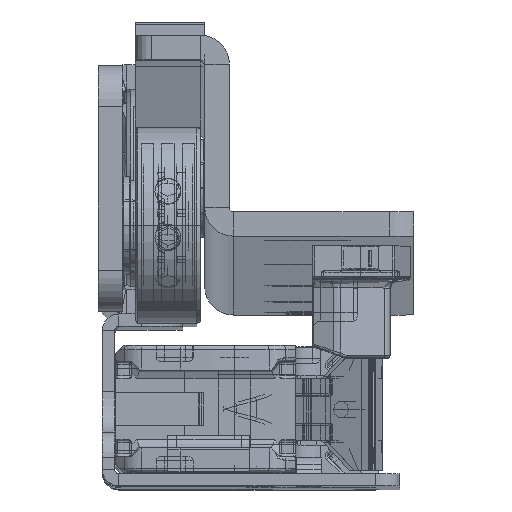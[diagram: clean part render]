
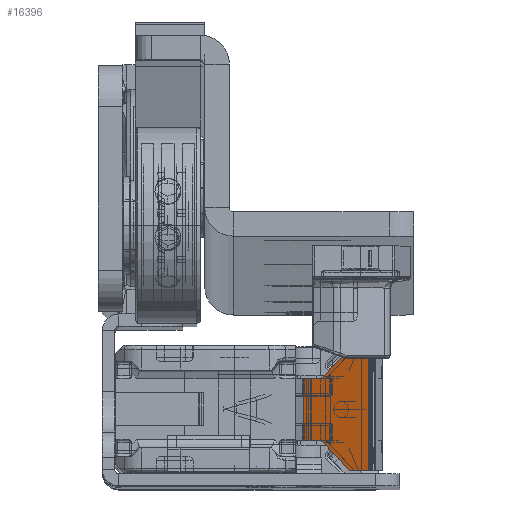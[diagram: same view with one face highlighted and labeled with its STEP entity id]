
A CAD part, top view. The second image highlights one B-rep face of the part: STEP entity #16396.
In plain terms, the highlighted face is planar.
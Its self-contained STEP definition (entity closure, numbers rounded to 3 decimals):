
#523 = DIRECTION ( 'NONE',  ( 0., 0., -1. ) ) ;
#833 = EDGE_CURVE ( 'NONE', #131810, #22428, #53342, .T. ) ;
#975 = VECTOR ( 'NONE', #26351, 1000. ) ;
#1123 = DIRECTION ( 'NONE',  ( 0., -1., 0. ) ) ;
#2137 = CIRCLE ( 'NONE', #99932, 1. ) ;
#2342 = LINE ( 'NONE', #43860, #85771 ) ;
#2852 = VERTEX_POINT ( 'NONE', #88904 ) ;
#3708 = VECTOR ( 'NONE', #127055, 1000. ) ;
#5632 = VECTOR ( 'NONE', #32906, 1000. ) ;
#6895 = FACE_OUTER_BOUND ( 'NONE', #68592, .T. ) ;
#9500 = EDGE_CURVE ( 'NONE', #29936, #86069, #112028, .T. ) ;
#11802 = DIRECTION ( 'NONE',  ( -1., 0., 0. ) ) ;
#16396 = ADVANCED_FACE ( 'NONE', ( #6895 ), #58632, .F. ) ;
#20115 = DIRECTION ( 'NONE',  ( 0., -0.707, -0.707 ) ) ;
#22428 = VERTEX_POINT ( 'NONE', #105074 ) ;
#22939 = LINE ( 'NONE', #85550, #3708 ) ;
#26351 = DIRECTION ( 'NONE',  ( 0., 0., -1. ) ) ;
#27191 = DIRECTION ( 'NONE',  ( 0., 1., 0. ) ) ;
#27534 = ORIENTED_EDGE ( 'NONE', *, *, #102833, .F. ) ;
#29936 = VERTEX_POINT ( 'NONE', #55415 ) ;
#32906 = DIRECTION ( 'NONE',  ( 0., 1., 0. ) ) ;
#35220 = LINE ( 'NONE', #110795, #975 ) ;
#37167 = CARTESIAN_POINT ( 'NONE',  ( 0., 6., 7.5 ) ) ;
#38534 = VERTEX_POINT ( 'NONE', #37167 ) ;
#40234 = DIRECTION ( 'NONE',  ( 0., -1., 0. ) ) ;
#41176 = VECTOR ( 'NONE', #27191, 1000. ) ;
#41296 = ORIENTED_EDGE ( 'NONE', *, *, #87653, .T. ) ;
#43860 = CARTESIAN_POINT ( 'NONE',  ( 0., 3.25, -7.5 ) ) ;
#47357 = AXIS2_PLACEMENT_3D ( 'NONE', #132589, #63091, #1123 ) ;
#50752 = CARTESIAN_POINT ( 'NONE',  ( 0., -3.801, -3.75 ) ) ;
#50915 = CARTESIAN_POINT ( 'NONE',  ( 0., -2.777, 7.5 ) ) ;
#52475 = VERTEX_POINT ( 'NONE', #79315 ) ;
#53342 = LINE ( 'NONE', #95589, #5632 ) ;
#53348 = ORIENTED_EDGE ( 'NONE', *, *, #95795, .F. ) ;
#55415 = CARTESIAN_POINT ( 'NONE',  ( 0., 3.25, 7.5 ) ) ;
#57143 = LINE ( 'NONE', #121166, #41176 ) ;
#58632 = PLANE ( 'NONE',  #67753 ) ;
#61048 = ORIENTED_EDGE ( 'NONE', *, *, #110757, .T. ) ;
#62919 = EDGE_CURVE ( 'NONE', #134759, #2852, #79935, .T. ) ;
#62955 = CARTESIAN_POINT ( 'NONE',  ( 0., -0.914, -3.75 ) ) ;
#63091 = DIRECTION ( 'NONE',  ( -1., 0., 0. ) ) ;
#63647 = ORIENTED_EDGE ( 'NONE', *, *, #106199, .T. ) ;
#65625 = DIRECTION ( 'NONE',  ( 0., 0.707, -0.707 ) ) ;
#67753 = AXIS2_PLACEMENT_3D ( 'NONE', #70183, #133538, #40234 ) ;
#68592 = EDGE_LOOP ( 'NONE', ( #41296, #61048, #130867, #97403, #81755, #63647, #134635, #53348, #27534, #127998 ) ) ;
#70183 = CARTESIAN_POINT ( 'NONE',  ( 0., 6., 7.5 ) ) ;
#71723 = DIRECTION ( 'NONE',  ( 0., -1., 0. ) ) ;
#72174 = CARTESIAN_POINT ( 'NONE',  ( 0., -0.207, 4.043 ) ) ;
#75499 = VECTOR ( 'NONE', #523, 1000. ) ;
#79315 = CARTESIAN_POINT ( 'NONE',  ( 0., -2.777, -3.75 ) ) ;
#79935 = CIRCLE ( 'NONE', #47357, 1. ) ;
#81755 = ORIENTED_EDGE ( 'NONE', *, *, #62919, .T. ) ;
#82046 = CARTESIAN_POINT ( 'NONE',  ( 0., 3.25, 7.5 ) ) ;
#82906 = LINE ( 'NONE', #50915, #75499 ) ;
#85096 = EDGE_CURVE ( 'NONE', #52475, #134759, #112776, .T. ) ;
#85550 = CARTESIAN_POINT ( 'NONE',  ( 0., -3.801, 3.75 ) ) ;
#85771 = VECTOR ( 'NONE', #65625, 1000. ) ;
#86069 = VERTEX_POINT ( 'NONE', #72174 ) ;
#87505 = CARTESIAN_POINT ( 'NONE',  ( 0., -0.914, 3.75 ) ) ;
#87653 = EDGE_CURVE ( 'NONE', #86069, #101987, #2137, .T. ) ;
#88904 = CARTESIAN_POINT ( 'NONE',  ( 0., -0.207, -4.043 ) ) ;
#92351 = DIRECTION ( 'NONE',  ( 0., 1., 0. ) ) ;
#95358 = VECTOR ( 'NONE', #20115, 1000. ) ;
#95589 = CARTESIAN_POINT ( 'NONE',  ( 0., 6., -7.5 ) ) ;
#95795 = EDGE_CURVE ( 'NONE', #38534, #22428, #35220, .T. ) ;
#97403 = ORIENTED_EDGE ( 'NONE', *, *, #85096, .T. ) ;
#98794 = EDGE_CURVE ( 'NONE', #132777, #52475, #82906, .T. ) ;
#99709 = CARTESIAN_POINT ( 'NONE',  ( 0., -0.914, 4.75 ) ) ;
#99932 = AXIS2_PLACEMENT_3D ( 'NONE', #99709, #11802, #71723 ) ;
#101987 = VERTEX_POINT ( 'NONE', #87505 ) ;
#102781 = CARTESIAN_POINT ( 'NONE',  ( 0., -2.777, 3.75 ) ) ;
#102833 = EDGE_CURVE ( 'NONE', #29936, #38534, #57143, .T. ) ;
#105074 = CARTESIAN_POINT ( 'NONE',  ( 0., 6., -7.5 ) ) ;
#106199 = EDGE_CURVE ( 'NONE', #2852, #131810, #2342, .T. ) ;
#110757 = EDGE_CURVE ( 'NONE', #101987, #132777, #22939, .T. ) ;
#110795 = CARTESIAN_POINT ( 'NONE',  ( 0., 6., 7.5 ) ) ;
#112028 = LINE ( 'NONE', #82046, #95358 ) ;
#112776 = LINE ( 'NONE', #50752, #114622 ) ;
#114307 = CARTESIAN_POINT ( 'NONE',  ( 0., 3.25, -7.5 ) ) ;
#114622 = VECTOR ( 'NONE', #92351, 1000. ) ;
#121166 = CARTESIAN_POINT ( 'NONE',  ( 0., 6., 7.5 ) ) ;
#127055 = DIRECTION ( 'NONE',  ( 0., -1., 0. ) ) ;
#127998 = ORIENTED_EDGE ( 'NONE', *, *, #9500, .T. ) ;
#130867 = ORIENTED_EDGE ( 'NONE', *, *, #98794, .T. ) ;
#131810 = VERTEX_POINT ( 'NONE', #114307 ) ;
#132589 = CARTESIAN_POINT ( 'NONE',  ( 0., -0.914, -4.75 ) ) ;
#132777 = VERTEX_POINT ( 'NONE', #102781 ) ;
#133538 = DIRECTION ( 'NONE',  ( -1., 0., 0. ) ) ;
#134635 = ORIENTED_EDGE ( 'NONE', *, *, #833, .T. ) ;
#134759 = VERTEX_POINT ( 'NONE', #62955 ) ;
